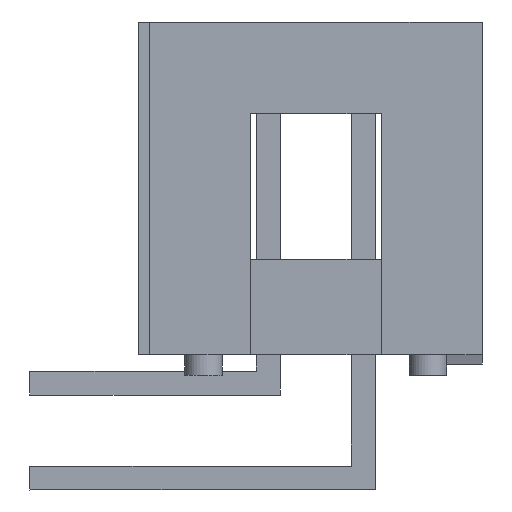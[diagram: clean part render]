
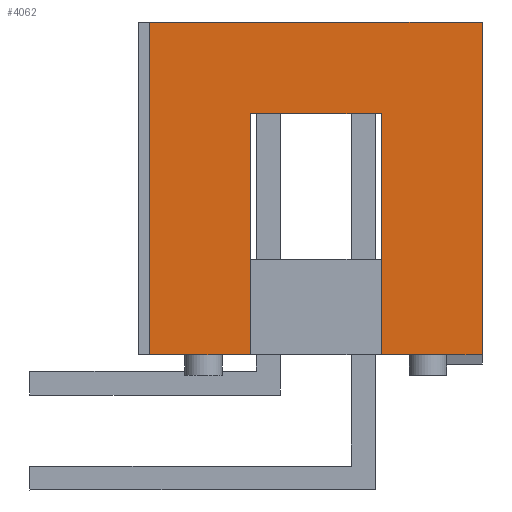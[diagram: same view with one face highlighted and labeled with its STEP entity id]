
A CAD part, left-side view. The second image highlights one B-rep face of the part: STEP entity #4062.
In plain terms, the highlighted planar face has unit normal (-1, 0, 0).
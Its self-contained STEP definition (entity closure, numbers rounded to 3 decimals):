
#4062=ADVANCED_FACE('',(#5186),#4625,.T.);
#4625=PLANE('',#14606);
#5186=FACE_OUTER_BOUND('',#5798,.T.);
#5798=EDGE_LOOP('',(#8354,#8355,#8356,#8357,#8358,#8359,#8360,#8361));
#8354=ORIENTED_EDGE('',*,*,#11104,.T.);
#8355=ORIENTED_EDGE('',*,*,#11101,.T.);
#8356=ORIENTED_EDGE('',*,*,#11105,.T.);
#8357=ORIENTED_EDGE('',*,*,#11106,.T.);
#8358=ORIENTED_EDGE('',*,*,#11107,.T.);
#8359=ORIENTED_EDGE('',*,*,#10951,.F.);
#8360=ORIENTED_EDGE('',*,*,#11108,.T.);
#8361=ORIENTED_EDGE('',*,*,#11004,.T.);
#9587=VERTEX_POINT('',#19753);
#9588=VERTEX_POINT('',#19755);
#9624=VERTEX_POINT('',#19864);
#9625=VERTEX_POINT('',#19866);
#9693=VERTEX_POINT('',#20058);
#9694=VERTEX_POINT('',#20059);
#9695=VERTEX_POINT('',#20066);
#9696=VERTEX_POINT('',#20068);
#10951=EDGE_CURVE('',#9587,#9588,#12390,.T.);
#11004=EDGE_CURVE('',#9625,#9624,#12443,.T.);
#11101=EDGE_CURVE('',#9693,#9694,#12538,.T.);
#11104=EDGE_CURVE('',#9624,#9693,#12541,.T.);
#11105=EDGE_CURVE('',#9694,#9695,#12542,.T.);
#11106=EDGE_CURVE('',#9695,#9696,#12543,.T.);
#11107=EDGE_CURVE('',#9696,#9588,#12544,.T.);
#11108=EDGE_CURVE('',#9587,#9625,#12545,.T.);
#12390=LINE('',#19754,#13823);
#12443=LINE('',#19865,#13876);
#12538=LINE('',#20057,#13971);
#12541=LINE('',#20063,#13974);
#12542=LINE('',#20065,#13975);
#12543=LINE('',#20067,#13976);
#12544=LINE('',#20069,#13977);
#12545=LINE('',#20070,#13978);
#13823=VECTOR('',#16834,1.);
#13876=VECTOR('',#16929,1.);
#13971=VECTOR('',#17082,1.);
#13974=VECTOR('',#17087,1.);
#13975=VECTOR('',#17090,1.);
#13976=VECTOR('',#17091,1.);
#13977=VECTOR('',#17092,1.);
#13978=VECTOR('',#17093,1.);
#14606=AXIS2_PLACEMENT_3D('',#20071,#17094,#17095);
#16834=DIRECTION('',(0.,0.,1.));
#16929=DIRECTION('',(0.,0.,1.));
#17082=DIRECTION('',(0.,0.,-1.));
#17087=DIRECTION('',(0.,-1.,0.));
#17090=DIRECTION('',(0.,-1.,0.));
#17091=DIRECTION('',(0.,0.,1.));
#17092=DIRECTION('',(0.,1.,0.));
#17093=DIRECTION('',(0.,-1.,0.));
#17094=DIRECTION('',(-1.,0.,0.));
#17095=DIRECTION('',(0.,-1.,0.));
#19753=CARTESIAN_POINT('',(-29.2,4.45,-8.9));
#19754=CARTESIAN_POINT('',(-29.2,4.45,-8.9));
#19755=CARTESIAN_POINT('',(-29.2,4.45,0.));
#19864=CARTESIAN_POINT('',(-29.2,1.75,-2.45));
#19865=CARTESIAN_POINT('',(-29.2,1.75,-8.9));
#19866=CARTESIAN_POINT('',(-29.2,1.75,-8.9));
#20057=CARTESIAN_POINT('',(-29.2,-1.75,-2.45));
#20058=CARTESIAN_POINT('',(-29.2,-1.75,-2.45));
#20059=CARTESIAN_POINT('',(-29.2,-1.75,-8.9));
#20063=CARTESIAN_POINT('',(-29.2,1.75,-2.45));
#20065=CARTESIAN_POINT('',(-29.2,-1.75,-8.9));
#20066=CARTESIAN_POINT('',(-29.2,-4.45,-8.9));
#20067=CARTESIAN_POINT('',(-29.2,-4.45,-8.9));
#20068=CARTESIAN_POINT('',(-29.2,-4.45,0.));
#20069=CARTESIAN_POINT('',(-29.2,-4.45,0.));
#20070=CARTESIAN_POINT('',(-29.2,4.45,-8.9));
#20071=CARTESIAN_POINT('',(-29.2,4.45,-8.9));
